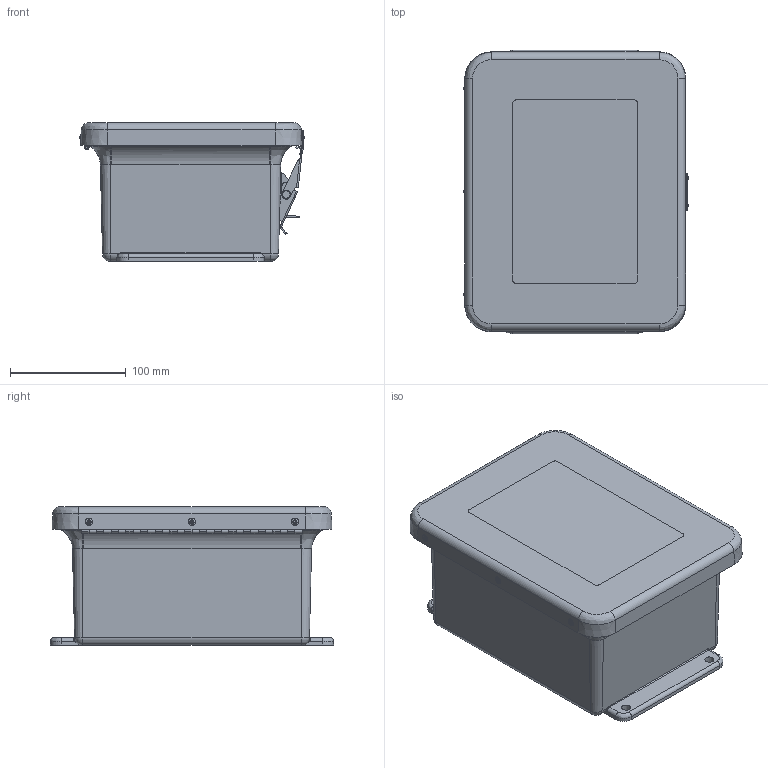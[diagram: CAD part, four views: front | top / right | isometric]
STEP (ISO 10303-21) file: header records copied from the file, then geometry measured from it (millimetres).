
FILE_DESCRIPTION (( 'STEP AP214' ), '1' );
FILE_NAME ('MW806HPL.STEP', '2018-11-07T13:04:38', ( '' ), ( '' ), 'SwSTEP 2.0', 'SolidWorks 2018', '' );
FILE_SCHEMA (( 'AUTOMOTIVE_DESIGN' ));
Length unit declared in the file: inch
Products named in the file (1): MW806HPL
Bounding box: 193.61 x 244.47 x 119.36 mm (x, y, z)
Volume: 807412.3 mm3; surface area: 413664.7 mm2
Topology: 29 solids, 29 shells, 715 faces, 1758 edges, 1130 vertices
Faces by surface type: plane 298, cylinder 290, bspline 84, cone 39, torus 4
Full cylindrical faces by diameter (mm): 2.159 x31, 2.64 x4, 3.048 x1, 3.175 x12, 3.302 x2, 3.327 x6, 3.429 x9, 3.556 x12, 3.861 x5, 3.962 x7, 4.306 x2, 5.537 x4, 6.35 x8, 6.858 x4, 7.62 x2, 9.525 x1
Entity records: 34170 total; most frequent: CARTESIAN_POINT 8235, DIRECTION 3249, ORIENTED_EDGE 3206, EDGE_CURVE 1603, AXIS2_PLACEMENT_3D 1213, VERTEX_POINT 1108, EDGE_LOOP 1021, FACE_OUTER_BOUND 833
